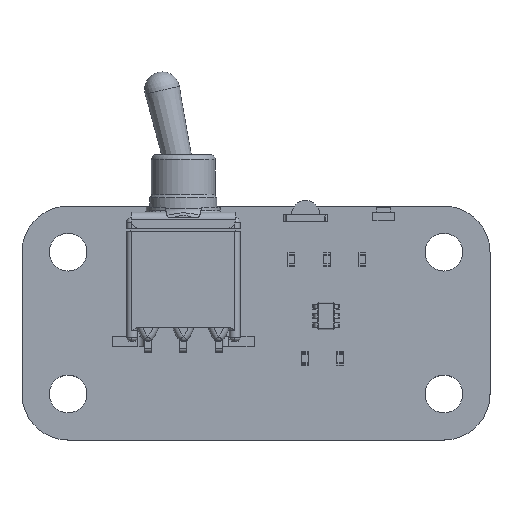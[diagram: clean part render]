
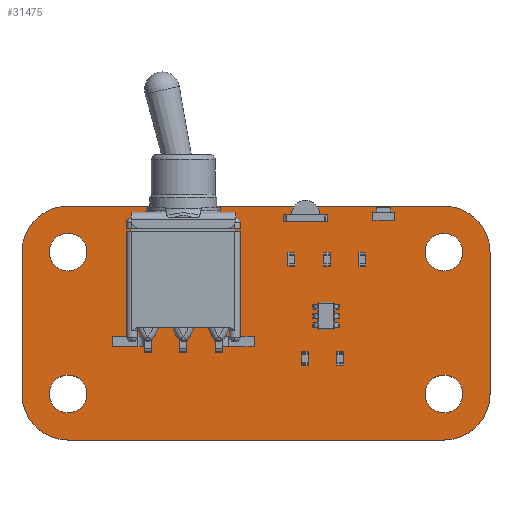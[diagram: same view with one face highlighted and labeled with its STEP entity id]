
A CAD part, top view. The second image highlights one B-rep face of the part: STEP entity #31475.
In plain terms, the highlighted planar face has unit normal (0, 0, 1).
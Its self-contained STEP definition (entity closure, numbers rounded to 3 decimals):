
#31274 = VERTEX_POINT('',#31275);
#31275 = CARTESIAN_POINT('',(171.958,-39.878,1.6));
#31281 = EDGE_CURVE('',#31274,#31282,#31284,.T.);
#31282 = VERTEX_POINT('',#31283);
#31283 = CARTESIAN_POINT('',(175.26,-43.18,1.6));
#31284 = CIRCLE('',#31285,3.302);
#31285 = AXIS2_PLACEMENT_3D('',#31286,#31287,#31288);
#31286 = CARTESIAN_POINT('',(171.958,-43.18,1.6));
#31287 = DIRECTION('',(0.,0.,-1.));
#31288 = DIRECTION('',(0.,1.,0.));
#31316 = VERTEX_POINT('',#31317);
#31317 = CARTESIAN_POINT('',(171.962,-39.882,1.6));
#31323 = EDGE_CURVE('',#31316,#31274,#31324,.T.);
#31324 = LINE('',#31325,#31326);
#31325 = CARTESIAN_POINT('',(171.962,-39.882,1.6));
#31326 = VECTOR('',#31327,1.);
#31327 = DIRECTION('',(-0.707,0.707,0.));
#31345 = EDGE_CURVE('',#31282,#31346,#31348,.T.);
#31346 = VERTEX_POINT('',#31347);
#31347 = CARTESIAN_POINT('',(175.26,-53.34,1.6));
#31348 = LINE('',#31349,#31350);
#31349 = CARTESIAN_POINT('',(175.26,-43.18,1.6));
#31350 = VECTOR('',#31351,1.);
#31351 = DIRECTION('',(0.,-1.,0.));
#31475 = ADVANCED_FACE('',(#31476,#31530,#31541,#31552,#31563),#31574,
  .T.);
#31476 = FACE_BOUND('',#31477,.T.);
#31477 = EDGE_LOOP('',(#31478,#31479,#31480,#31488,#31497,#31505,#31514,
    #31522,#31529));
#31478 = ORIENTED_EDGE('',*,*,#31281,.F.);
#31479 = ORIENTED_EDGE('',*,*,#31323,.F.);
#31480 = ORIENTED_EDGE('',*,*,#31481,.F.);
#31481 = EDGE_CURVE('',#31482,#31316,#31484,.T.);
#31482 = VERTEX_POINT('',#31483);
#31483 = CARTESIAN_POINT('',(145.034,-39.878,1.6));
#31484 = LINE('',#31485,#31486);
#31485 = CARTESIAN_POINT('',(145.034,-39.878,1.6));
#31486 = VECTOR('',#31487,1.);
#31487 = DIRECTION('',(1.,0.,0.));
#31488 = ORIENTED_EDGE('',*,*,#31489,.F.);
#31489 = EDGE_CURVE('',#31490,#31482,#31492,.T.);
#31490 = VERTEX_POINT('',#31491);
#31491 = CARTESIAN_POINT('',(141.732,-43.18,1.6));
#31492 = CIRCLE('',#31493,3.302);
#31493 = AXIS2_PLACEMENT_3D('',#31494,#31495,#31496);
#31494 = CARTESIAN_POINT('',(145.034,-43.18,1.6));
#31495 = DIRECTION('',(0.,0.,-1.));
#31496 = DIRECTION('',(-1.,0.,-0.));
#31497 = ORIENTED_EDGE('',*,*,#31498,.F.);
#31498 = EDGE_CURVE('',#31499,#31490,#31501,.T.);
#31499 = VERTEX_POINT('',#31500);
#31500 = CARTESIAN_POINT('',(141.732,-53.34,1.6));
#31501 = LINE('',#31502,#31503);
#31502 = CARTESIAN_POINT('',(141.732,-53.34,1.6));
#31503 = VECTOR('',#31504,1.);
#31504 = DIRECTION('',(0.,1.,0.));
#31505 = ORIENTED_EDGE('',*,*,#31506,.F.);
#31506 = EDGE_CURVE('',#31507,#31499,#31509,.T.);
#31507 = VERTEX_POINT('',#31508);
#31508 = CARTESIAN_POINT('',(145.034,-56.642,1.6));
#31509 = CIRCLE('',#31510,3.302);
#31510 = AXIS2_PLACEMENT_3D('',#31511,#31512,#31513);
#31511 = CARTESIAN_POINT('',(145.034,-53.34,1.6));
#31512 = DIRECTION('',(0.,0.,-1.));
#31513 = DIRECTION('',(0.,-1.,0.));
#31514 = ORIENTED_EDGE('',*,*,#31515,.F.);
#31515 = EDGE_CURVE('',#31516,#31507,#31518,.T.);
#31516 = VERTEX_POINT('',#31517);
#31517 = CARTESIAN_POINT('',(171.958,-56.642,1.6));
#31518 = LINE('',#31519,#31520);
#31519 = CARTESIAN_POINT('',(171.958,-56.642,1.6));
#31520 = VECTOR('',#31521,1.);
#31521 = DIRECTION('',(-1.,0.,0.));
#31522 = ORIENTED_EDGE('',*,*,#31523,.F.);
#31523 = EDGE_CURVE('',#31346,#31516,#31524,.T.);
#31524 = CIRCLE('',#31525,3.302);
#31525 = AXIS2_PLACEMENT_3D('',#31526,#31527,#31528);
#31526 = CARTESIAN_POINT('',(171.958,-53.34,1.6));
#31527 = DIRECTION('',(0.,0.,-1.));
#31528 = DIRECTION('',(1.,0.,0.));
#31529 = ORIENTED_EDGE('',*,*,#31345,.F.);
#31530 = FACE_BOUND('',#31531,.T.);
#31531 = EDGE_LOOP('',(#31532));
#31532 = ORIENTED_EDGE('',*,*,#31533,.T.);
#31533 = EDGE_CURVE('',#31534,#31534,#31536,.T.);
#31534 = VERTEX_POINT('',#31535);
#31535 = CARTESIAN_POINT('',(145.034,-54.69,1.6));
#31536 = CIRCLE('',#31537,1.35);
#31537 = AXIS2_PLACEMENT_3D('',#31538,#31539,#31540);
#31538 = CARTESIAN_POINT('',(145.034,-53.34,1.6));
#31539 = DIRECTION('',(-0.,0.,-1.));
#31540 = DIRECTION('',(-0.,-1.,0.));
#31541 = FACE_BOUND('',#31542,.T.);
#31542 = EDGE_LOOP('',(#31543));
#31543 = ORIENTED_EDGE('',*,*,#31544,.T.);
#31544 = EDGE_CURVE('',#31545,#31545,#31547,.T.);
#31545 = VERTEX_POINT('',#31546);
#31546 = CARTESIAN_POINT('',(171.958,-54.69,1.6));
#31547 = CIRCLE('',#31548,1.35);
#31548 = AXIS2_PLACEMENT_3D('',#31549,#31550,#31551);
#31549 = CARTESIAN_POINT('',(171.958,-53.34,1.6));
#31550 = DIRECTION('',(-0.,0.,-1.));
#31551 = DIRECTION('',(-0.,-1.,0.));
#31552 = FACE_BOUND('',#31553,.T.);
#31553 = EDGE_LOOP('',(#31554));
#31554 = ORIENTED_EDGE('',*,*,#31555,.T.);
#31555 = EDGE_CURVE('',#31556,#31556,#31558,.T.);
#31556 = VERTEX_POINT('',#31557);
#31557 = CARTESIAN_POINT('',(145.034,-44.53,1.6));
#31558 = CIRCLE('',#31559,1.35);
#31559 = AXIS2_PLACEMENT_3D('',#31560,#31561,#31562);
#31560 = CARTESIAN_POINT('',(145.034,-43.18,1.6));
#31561 = DIRECTION('',(-0.,0.,-1.));
#31562 = DIRECTION('',(-0.,-1.,0.));
#31563 = FACE_BOUND('',#31564,.T.);
#31564 = EDGE_LOOP('',(#31565));
#31565 = ORIENTED_EDGE('',*,*,#31566,.T.);
#31566 = EDGE_CURVE('',#31567,#31567,#31569,.T.);
#31567 = VERTEX_POINT('',#31568);
#31568 = CARTESIAN_POINT('',(171.958,-44.53,1.6));
#31569 = CIRCLE('',#31570,1.35);
#31570 = AXIS2_PLACEMENT_3D('',#31571,#31572,#31573);
#31571 = CARTESIAN_POINT('',(171.958,-43.18,1.6));
#31572 = DIRECTION('',(-0.,0.,-1.));
#31573 = DIRECTION('',(-0.,-1.,0.));
#31574 = PLANE('',#31575);
#31575 = AXIS2_PLACEMENT_3D('',#31576,#31577,#31578);
#31576 = CARTESIAN_POINT('',(0.,0.,1.6));
#31577 = DIRECTION('',(0.,0.,1.));
#31578 = DIRECTION('',(1.,0.,-0.));
